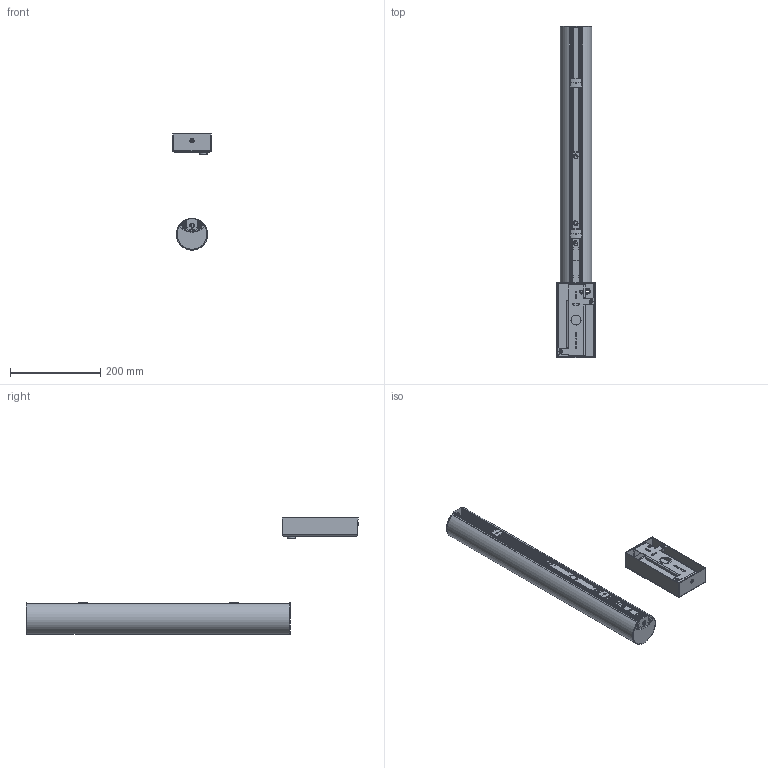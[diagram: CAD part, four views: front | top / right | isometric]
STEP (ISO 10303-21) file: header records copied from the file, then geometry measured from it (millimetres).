
FILE_DESCRIPTION(/* description */ ('This is a sample STEP configuration'),/* implementation_level */ '2;1');
FILE_NAME(/* name */ '720-00231xxxxxxx SIMPLE.ipt_Rev_00.4.stp',/* time_stamp */ '2023-04-04T09:15:49+02:00',/* author */ ('powerJobs'),/* organization */ ('coolOrange'),/* preprocessor_version */ 'ST-DEVELOPER v19.2',/* originating_system */ 'Autodesk Inventor 2023',/* authorisation */ '');
FILE_SCHEMA (('AUTOMOTIVE_DESIGN { 1 0 10303 214 3 1 1 }'));
Length unit declared in the file: millimetre
Products named in the file (1): ENG000018232
Bounding box: 85 x 735.99 x 257.26 mm (x, y, z)
Volume: 453033.2 mm3; surface area: 558307 mm2
Topology: 18 solids, 34 shells, 4865 faces, 13093 edges, 8205 vertices
Faces by surface type: plane 2392, cylinder 1326, bspline 569, cone 234, torus 216, sphere 128
Full cylindrical faces by diameter (mm): 1.5 x4, 2.1 x8, 2.2 x1, 2.5 x14, 2.6 x11, 2.8 x2, 3 x7, 3.242 x6, 3.7 x1, 3.8 x1, 3.9 x1, 4.1 x1, 4.2 x1, 4.4 x2, 4.6 x2, 4.7 x2, 4.996 x5, 5 x15, 5.2 x8, 5.4 x7, 6.593 x3, 7.12 x3, 7.6 x1, 8.3 x3, 8.4 x3, 8.5 x3, 9.5 x1, 10.4 x3, 13 x1, 13.2 x1
Entity records: 174817 total; most frequent: CARTESIAN_POINT 53819, ORIENTED_EDGE 26072, DIRECTION 24445, EDGE_CURVE 13036, AXIS2_PLACEMENT_3D 8323, VERTEX_POINT 8204, LINE 7799, VECTOR 7799
